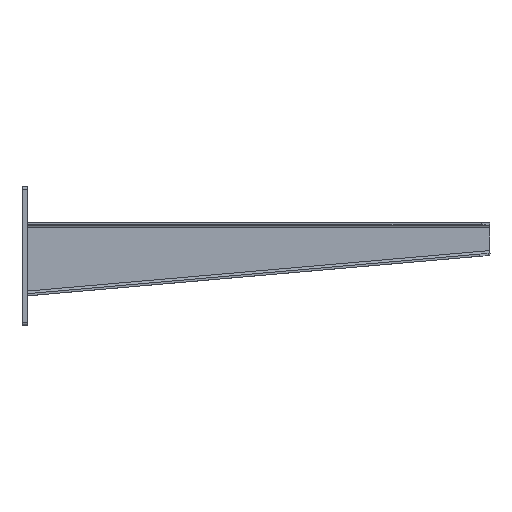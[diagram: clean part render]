
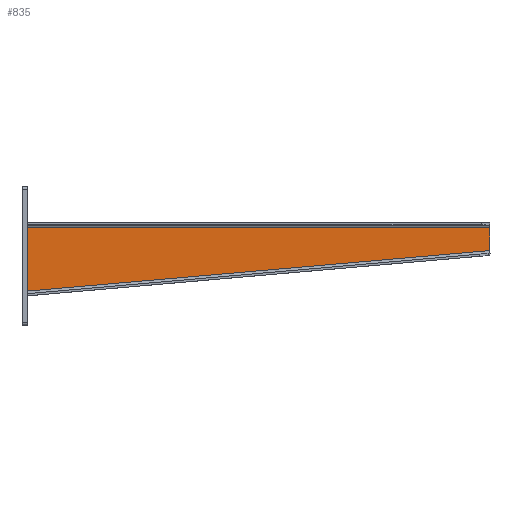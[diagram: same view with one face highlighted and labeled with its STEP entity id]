
A CAD part, top view. The second image highlights one B-rep face of the part: STEP entity #835.
In plain terms, the highlighted planar face has unit normal (0, 0, 1).
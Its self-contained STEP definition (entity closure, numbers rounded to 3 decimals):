
#196 = PLANE ( 'NONE',  #2949 ) ;
#487 = VERTEX_POINT ( 'NONE', #1568 ) ;
#490 = VERTEX_POINT ( 'NONE', #1571 ) ;
#494 = VERTEX_POINT ( 'NONE', #1575 ) ;
#503 = VERTEX_POINT ( 'NONE', #1584 ) ;
#835 = ADVANCED_FACE ( 'NONE', ( #1647 ), #196, .F. ) ;
#1251 = LINE ( 'NONE', #1393, #1256 ) ;
#1256 = VECTOR ( 'NONE', #1401, 1000. ) ;
#1269 = LINE ( 'NONE', #1421, #1272 ) ;
#1272 = VECTOR ( 'NONE', #1423, 1000. ) ;
#1353 = LINE ( 'NONE', #2276, #1356 ) ;
#1356 = VECTOR ( 'NONE', #2277, 1000. ) ;
#1367 = VECTOR ( 'NONE', #2303, 1000. ) ;
#1393 = CARTESIAN_POINT ( 'NONE',  ( -635., 39.72, 0. ) ) ;
#1401 = DIRECTION ( 'NONE',  ( -1., 0., 0. ) ) ;
#1421 = CARTESIAN_POINT ( 'NONE',  ( -624.996, -40.851, 0. ) ) ;
#1423 = DIRECTION ( 'NONE',  ( -0.996, -0.087, 0. ) ) ;
#1568 = CARTESIAN_POINT ( 'NONE',  ( -3., 13.566, 0. ) ) ;
#1571 = CARTESIAN_POINT ( 'NONE',  ( -530., -32.54, 0. ) ) ;
#1575 = CARTESIAN_POINT ( 'NONE',  ( -3., 39.72, 0. ) ) ;
#1584 = CARTESIAN_POINT ( 'NONE',  ( -530., 39.72, 0. ) ) ;
#1622 = CARTESIAN_POINT ( 'NONE',  ( -635., 73.5, 0. ) ) ;
#1647 = FACE_OUTER_BOUND ( 'NONE', #2427, .T. ) ;
#1766 = LINE ( 'NONE', #2300, #1367 ) ;
#1768 = DIRECTION ( 'NONE',  ( 0., 0., -1. ) ) ;
#1769 = DIRECTION ( 'NONE',  ( -1., 0., 0. ) ) ;
#2276 = CARTESIAN_POINT ( 'NONE',  ( -530., 73.5, 0. ) ) ;
#2277 = DIRECTION ( 'NONE',  ( 0., -1., 0. ) ) ;
#2300 = CARTESIAN_POINT ( 'NONE',  ( -3., 73.5, 0. ) ) ;
#2303 = DIRECTION ( 'NONE',  ( 0., 1., 0. ) ) ;
#2427 = EDGE_LOOP ( 'NONE', ( #2439, #2440, #2441, #2442 ) ) ;
#2439 = ORIENTED_EDGE ( 'NONE', *, *, #2694, .T. ) ;
#2440 = ORIENTED_EDGE ( 'NONE', *, *, #2638, .F. ) ;
#2441 = ORIENTED_EDGE ( 'NONE', *, *, #2701, .T. ) ;
#2442 = ORIENTED_EDGE ( 'NONE', *, *, #2628, .T. ) ;
#2628 = EDGE_CURVE ( 'NONE', #494, #503, #1251, .T. ) ;
#2638 = EDGE_CURVE ( 'NONE', #487, #490, #1269, .T. ) ;
#2694 = EDGE_CURVE ( 'NONE', #503, #490, #1353, .T. ) ;
#2701 = EDGE_CURVE ( 'NONE', #487, #494, #1766, .T. ) ;
#2949 = AXIS2_PLACEMENT_3D ( 'NONE', #1622, #1768, #1769 ) ;
